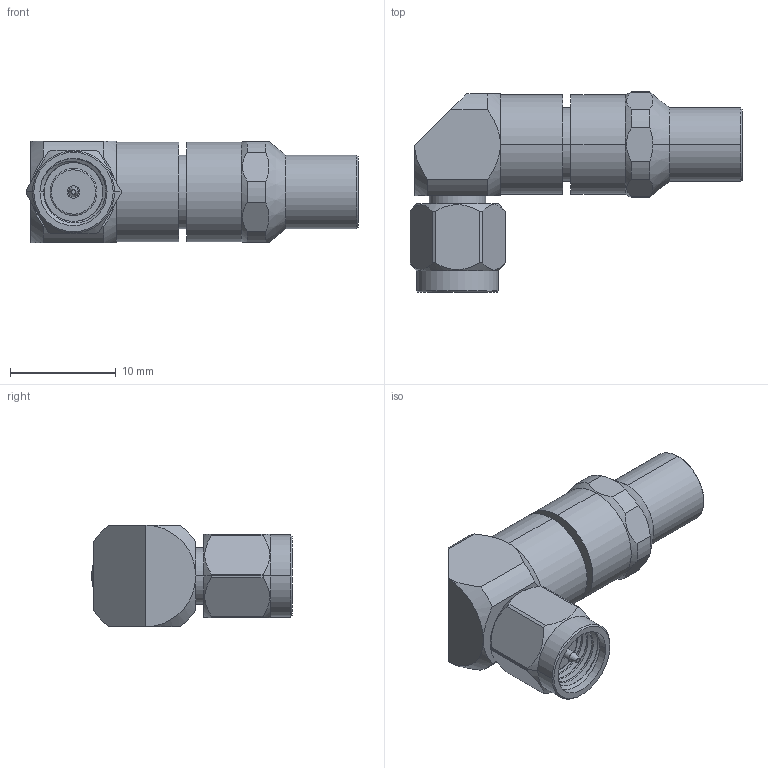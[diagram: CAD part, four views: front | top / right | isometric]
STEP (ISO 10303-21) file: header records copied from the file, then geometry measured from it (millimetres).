
FILE_DESCRIPTION (( 'STEP AP214' ), '1' );
FILE_NAME ('LCCN3181_3D.STEP', '2022-05-12T13:20:04', ( '' ), ( '' ), 'SwSTEP 2.0', 'SolidWorks 2021', '' );
FILE_SCHEMA (( 'AUTOMOTIVE_DESIGN' ));
Length unit declared in the file: inch
Products named in the file (1): LCCN3181_3D
Bounding box: 31.42 x 18.97 x 9.65 mm (x, y, z)
Volume: 2167.3 mm3; surface area: 1621.2 mm2
Topology: 1 solids, 1 shells, 110 faces, 269 edges, 171 vertices
Faces by surface type: cylinder 51, plane 29, cone 25, bspline 5
Entity records: 5444 total; most frequent: CARTESIAN_POINT 2930, ORIENTED_EDGE 538, DIRECTION 497, EDGE_CURVE 269, AXIS2_PLACEMENT_3D 204, VERTEX_POINT 171, EDGE_LOOP 120, ADVANCED_FACE 110
